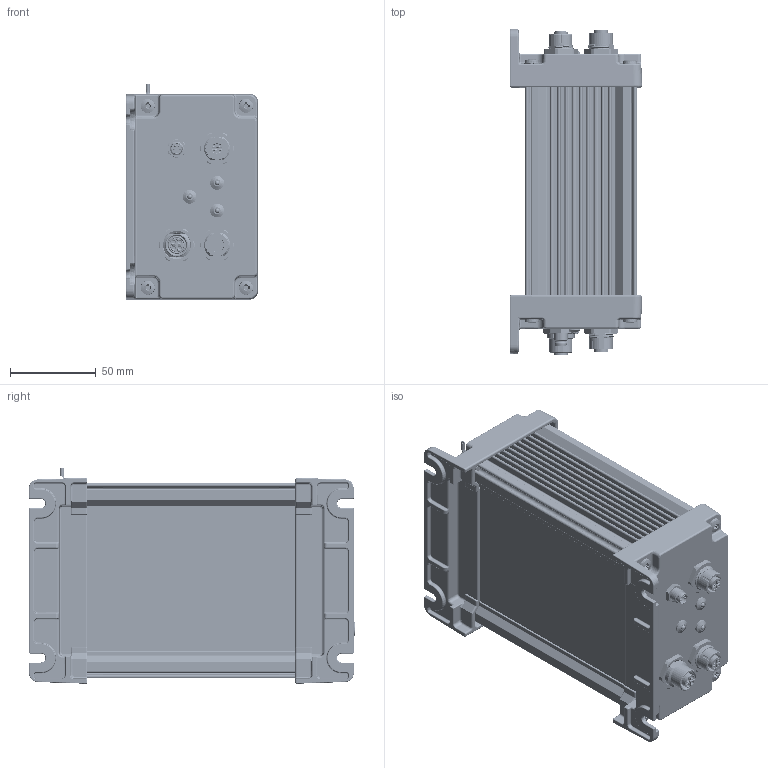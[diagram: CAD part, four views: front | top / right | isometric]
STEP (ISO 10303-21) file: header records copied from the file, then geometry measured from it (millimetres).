
FILE_DESCRIPTION(/* description */ (''),/* implementation_level */ '2;1');
FILE_NAME(/* name */ 'SCU6x Simplified v1.step',/* time_stamp */ '2024-02-18T20:16:46-06:00',/* author */ (''),/* organization */ (''),/* preprocessor_version */ 'ST-DEVELOPER v20',/* originating_system */ 'Autodesk Translation Framework v12.20.1.177',/* authorisation */ '');
FILE_SCHEMA (('AUTOMOTIVE_DESIGN { 1 0 10303 214 3 1 1 }'));
Products named in the file (48): SCU6x Simplified; 114-65-02; バインドM4x12; gen4-uLCD-32DCT-CLB_simplestepmodel_R_1_0; Assembly-32-CTPCLB-NoPCB; gen4-32-CLB; Assembly-32T-CoverGlass; 32-CoverGlass; 4DLCD-32T-QVGA-LCD; 4DLCD-32T-QVGA-BASE; 4DLCD-32T-QVGA-LCDGLASS; 4DLCD-32T-QVGA-METAL; 4DLCD-32T-QVGA-FLEX-Gen4; U0877-90; pxc_1453481_03_00_SACC-DSI-M-8MS-4CON-M-8-0-5_3D; FKFD 12-0.5; pxc_1430446_07_00_SACC-DSI-FS-12CON-PG9-0-5-SCO_3D; FKFD 12-0.5_1; pxc_1430446_07_00_SACC-DSI-FS-12CON-PG9-0-5-SCO_3D_1; BA-L61PAA0QX_XX; 415271; MFS-6F; M8 Nut; FKFD 4-0.5; 1556621; SSI-LXR3612GD; SSI-LXR3612GD_1; SSI-LXR3612GD_2; SSI-LXR3612GD_3; SSI-LXR3612GD_4; SSI-LXR3612GD_5; 69665K72_Extra-Grip Ring Terminals; SCUx_Left End Cap; SCUx_Right End Cap; SSI-LXR3612GD_6; SSI-LXR3612GD_7; SSI-LXR3612GD_8; SSI-LXR3612GD_9; SSI-LXR3612GD_10; SSI-LXR3612GD_11 ...
Assembly tree (67 placements, depth 6):
  SCU6x Simplified
    114-65-02
    バインドM4x12  x8
    gen4-uLCD-32DCT-CLB_simplestepmodel_R_1_0
      Assembly-32-CTPCLB-NoPCB
        gen4-32-CLB
        Assembly-32T-CoverGlass
          32-CoverGlass
          4DLCD-32T-QVGA-LCD
            4DLCD-32T-QVGA-BASE
            4DLCD-32T-QVGA-LCDGLASS
            4DLCD-32T-QVGA-METAL
            4DLCD-32T-QVGA-FLEX-Gen4
    U0877-90
      pxc_1453481_03_00_SACC-DSI-M-8MS-4CON-M-8-0-5_3D
    FKFD 12-0.5
      pxc_1430446_07_00_SACC-DSI-FS-12CON-PG9-0-5-SCO_3D
        BA-L61PAA0QX_XX
        415271
    FKFD 12-0.5_1
      pxc_1430446_07_00_SACC-DSI-FS-12CON-PG9-0-5-SCO_3D_1
        BA-L61PAA0QX_XX
        415271
    MFS-6F
      M8 Nut
    FKFD 4-0.5
      1556621
    SSI-LXR3612GD
      SSI-LXR3612GD_1
        Nut
        Spring Washer
    SSI-LXR3612GD_2
      SSI-LXR3612GD_3
        Nut
        Spring Washer
    SSI-LXR3612GD_4
      SSI-LXR3612GD_5
        Nut
        Spring Washer
    69665K72_Extra-Grip Ring Terminals
    SCUx_Left End Cap
    SCUx_Right End Cap
    SSI-LXR3612GD_6
      SSI-LXR3612GD_7
        Nut
        Spring Washer
    SSI-LXR3612GD_8
      SSI-LXR3612GD_9
        Nut
        Spring Washer
    SSI-LXR3612GD_10
      SSI-LXR3612GD_11
        Nut
        Spring Washer
    FKFDDV 44-
      1551529
    FKFDDV 44-_1
      1551529
    FKFD-46-PT-0.5/M16
      1411652
Bounding box: 76.96 x 189.8 x 125.46 mm (x, y, z)
Volume: 331499.1 mm3; surface area: 270996.6 mm2
Topology: 63 solids, 65 shells, 6100 faces, 15589 edges, 9798 vertices
Faces by surface type: plane 2383, cylinder 1693, bspline 1228, cone 440, torus 267, sphere 89
Full cylindrical faces by diameter (mm): 0.217 x2, 0.6 x6, 0.7 x36, 0.8 x4, 0.95 x1, 1 x22, 1.1 x39, 1.3 x12, 1.5 x2, 1.52 x3, 1.6 x3, 2.05 x3, 2.35 x4, 2.8 x6, 3 x6, 3.3 x8, 3.98 x6, 4 x14, 5 x7, 5.242 x54, 5.4 x1, 5.6 x2, 5.7 x3, 5.8 x2, 5.9 x1, 6 x48, 6.2 x1, 6.35 x6, 6.5 x2, 6.6 x1
Entity records: 224415 total; most frequent: CARTESIAN_POINT 103483, ORIENTED_EDGE 26220, DIRECTION 23451, EDGE_CURVE 13111, AXIS2_PLACEMENT_3D 8499, VERTEX_POINT 8255, LINE 6453, VECTOR 6453
